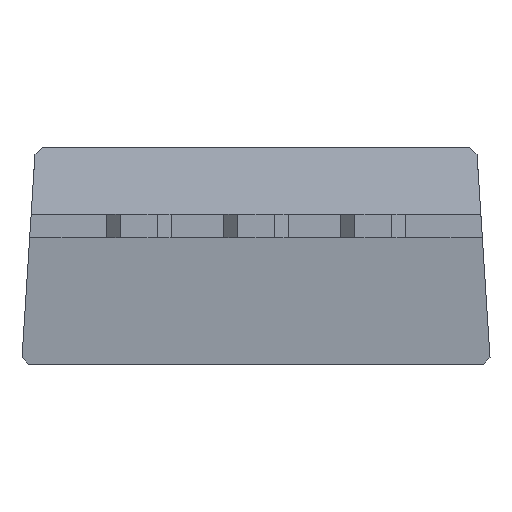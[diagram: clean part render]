
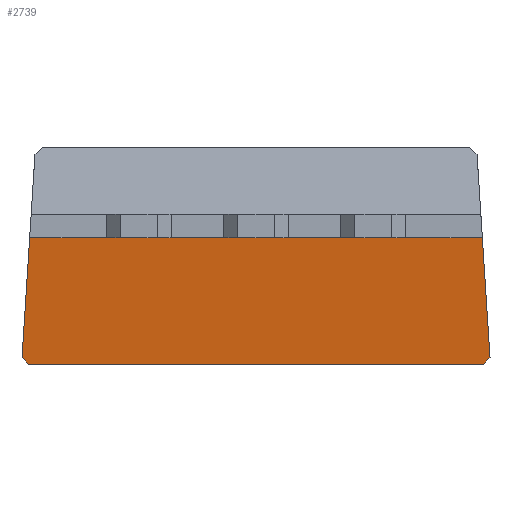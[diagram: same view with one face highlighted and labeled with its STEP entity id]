
A CAD part, front view. The second image highlights one B-rep face of the part: STEP entity #2739.
In plain terms, the highlighted planar face has unit normal (0, -0.994, -0.108).
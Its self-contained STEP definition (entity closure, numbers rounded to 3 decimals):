
#28 = CARTESIAN_POINT ( 'NONE',  ( -5.07, 0.284, -0.267 ) ) ;
#33 = VECTOR ( 'NONE', #426, 1000. ) ;
#64 = CARTESIAN_POINT ( 'NONE',  ( 4.93, 0.3, -0.417 ) ) ;
#96 = CARTESIAN_POINT ( 'NONE',  ( -3.24, 0., 2.333 ) ) ;
#104 = LINE ( 'NONE', #702, #474 ) ;
#195 = VERTEX_POINT ( 'NONE', #1633 ) ;
#205 = DIRECTION ( 'NONE',  ( -1., 0., 0. ) ) ;
#226 = DIRECTION ( 'NONE',  ( 0., -0.994, -0.108 ) ) ;
#232 = DIRECTION ( 'NONE',  ( -1., 0., 0. ) ) ;
#245 = CARTESIAN_POINT ( 'NONE',  ( -0.7, 0., 2.333 ) ) ;
#266 = CARTESIAN_POINT ( 'NONE',  ( -1.84, 0., 2.333 ) ) ;
#291 = CARTESIAN_POINT ( 'NONE',  ( 5.07, 0.284, -0.267 ) ) ;
#310 = EDGE_CURVE ( 'NONE', #2785, #1676, #1168, .T. ) ;
#357 = CARTESIAN_POINT ( 'NONE',  ( 5.08, 0., 2.333 ) ) ;
#394 = LINE ( 'NONE', #2026, #2210 ) ;
#418 = EDGE_LOOP ( 'NONE', ( #1370, #1483, #2375, #1437, #944, #580, #1341, #990, #1754, #1024, #2689, #891 ) ) ;
#425 = EDGE_CURVE ( 'NONE', #1676, #539, #2395, .T. ) ;
#426 = DIRECTION ( 'NONE',  ( -1., 0., 0. ) ) ;
#464 = CARTESIAN_POINT ( 'NONE',  ( 5.08, 0., 2.333 ) ) ;
#474 = VECTOR ( 'NONE', #939, 1000. ) ;
#478 = CARTESIAN_POINT ( 'NONE',  ( 0.7, 0., 2.333 ) ) ;
#539 = VERTEX_POINT ( 'NONE', #1474 ) ;
#569 = VERTEX_POINT ( 'NONE', #28 ) ;
#575 = VECTOR ( 'NONE', #2195, 1000. ) ;
#577 = EDGE_CURVE ( 'NONE', #2798, #2485, #2459, .T. ) ;
#580 = ORIENTED_EDGE ( 'NONE', *, *, #425, .T. ) ;
#626 = VECTOR ( 'NONE', #717, 1000. ) ;
#632 = EDGE_CURVE ( 'NONE', #1240, #1178, #661, .T. ) ;
#661 = LINE ( 'NONE', #464, #2313 ) ;
#664 = VECTOR ( 'NONE', #2471, 1000. ) ;
#669 = DIRECTION ( 'NONE',  ( 1., 0., 0. ) ) ;
#702 = CARTESIAN_POINT ( 'NONE',  ( 5.08, 0., 2.333 ) ) ;
#717 = DIRECTION ( 'NONE',  ( 0.682, 0.079, -0.727 ) ) ;
#737 = EDGE_CURVE ( 'NONE', #1940, #2485, #1438, .T. ) ;
#772 = LINE ( 'NONE', #1665, #664 ) ;
#844 = CARTESIAN_POINT ( 'NONE',  ( 5.08, 0., 2.333 ) ) ;
#889 = CARTESIAN_POINT ( 'NONE',  ( 5.08, 0., 2.333 ) ) ;
#891 = ORIENTED_EDGE ( 'NONE', *, *, #737, .F. ) ;
#909 = VECTOR ( 'NONE', #2405, 1000. ) ;
#939 = DIRECTION ( 'NONE',  ( -1., 0., 0. ) ) ;
#944 = ORIENTED_EDGE ( 'NONE', *, *, #310, .T. ) ;
#985 = LINE ( 'NONE', #1890, #909 ) ;
#990 = ORIENTED_EDGE ( 'NONE', *, *, #1517, .F. ) ;
#1001 = CARTESIAN_POINT ( 'NONE',  ( 3.24, 0., 2.333 ) ) ;
#1003 = DIRECTION ( 'NONE',  ( -0.063, -0.108, 0.992 ) ) ;
#1024 = ORIENTED_EDGE ( 'NONE', *, *, #2153, .F. ) ;
#1093 = LINE ( 'NONE', #357, #1990 ) ;
#1168 = LINE ( 'NONE', #64, #575 ) ;
#1178 = VERTEX_POINT ( 'NONE', #478 ) ;
#1240 = VERTEX_POINT ( 'NONE', #2056 ) ;
#1291 = CARTESIAN_POINT ( 'NONE',  ( -5.08, 0.3, -0.417 ) ) ;
#1298 = EDGE_CURVE ( 'NONE', #539, #1360, #1093, .T. ) ;
#1328 = CARTESIAN_POINT ( 'NONE',  ( -1.84, 0., 2.333 ) ) ;
#1341 = ORIENTED_EDGE ( 'NONE', *, *, #1298, .T. ) ;
#1360 = VERTEX_POINT ( 'NONE', #1001 ) ;
#1370 = ORIENTED_EDGE ( 'NONE', *, *, #1711, .T. ) ;
#1437 = ORIENTED_EDGE ( 'NONE', *, *, #1613, .F. ) ;
#1438 = LINE ( 'NONE', #1328, #1641 ) ;
#1474 = CARTESIAN_POINT ( 'NONE',  ( 4.904, 0., 2.333 ) ) ;
#1483 = ORIENTED_EDGE ( 'NONE', *, *, #1987, .T. ) ;
#1517 = EDGE_CURVE ( 'NONE', #1240, #1360, #985, .T. ) ;
#1582 = CARTESIAN_POINT ( 'NONE',  ( -4.93, 0.3, -0.417 ) ) ;
#1613 = EDGE_CURVE ( 'NONE', #2785, #2484, #1898, .T. ) ;
#1633 = CARTESIAN_POINT ( 'NONE',  ( -4.904, 0., 2.333 ) ) ;
#1641 = VECTOR ( 'NONE', #669, 1000. ) ;
#1665 = CARTESIAN_POINT ( 'NONE',  ( -4.904, 0., 2.333 ) ) ;
#1676 = VERTEX_POINT ( 'NONE', #1982 ) ;
#1711 = EDGE_CURVE ( 'NONE', #1940, #195, #104, .T. ) ;
#1753 = VECTOR ( 'NONE', #1003, 1000. ) ;
#1754 = ORIENTED_EDGE ( 'NONE', *, *, #632, .T. ) ;
#1890 = CARTESIAN_POINT ( 'NONE',  ( 3.24, 0., 2.333 ) ) ;
#1898 = LINE ( 'NONE', #1291, #33 ) ;
#1914 = DIRECTION ( 'NONE',  ( 0., 0.108, -0.994 ) ) ;
#1940 = VERTEX_POINT ( 'NONE', #96 ) ;
#1971 = FACE_OUTER_BOUND ( 'NONE', #418, .T. ) ;
#1982 = CARTESIAN_POINT ( 'NONE',  ( 5.07, 0.284, -0.267 ) ) ;
#1987 = EDGE_CURVE ( 'NONE', #195, #569, #772, .T. ) ;
#1990 = VECTOR ( 'NONE', #2280, 1000. ) ;
#2026 = CARTESIAN_POINT ( 'NONE',  ( 0.7, 0., 2.333 ) ) ;
#2056 = CARTESIAN_POINT ( 'NONE',  ( 1.84, 0., 2.333 ) ) ;
#2153 = EDGE_CURVE ( 'NONE', #2798, #1178, #394, .T. ) ;
#2162 = CARTESIAN_POINT ( 'NONE',  ( 4.93, 0.3, -0.417 ) ) ;
#2195 = DIRECTION ( 'NONE',  ( 0.682, -0.079, 0.727 ) ) ;
#2210 = VECTOR ( 'NONE', #2264, 1000. ) ;
#2264 = DIRECTION ( 'NONE',  ( 1., 0., 0. ) ) ;
#2269 = AXIS2_PLACEMENT_3D ( 'NONE', #844, #226, #1914 ) ;
#2280 = DIRECTION ( 'NONE',  ( -1., 0., 0. ) ) ;
#2313 = VECTOR ( 'NONE', #205, 1000. ) ;
#2346 = VECTOR ( 'NONE', #232, 1000. ) ;
#2355 = CARTESIAN_POINT ( 'NONE',  ( -5.07, 0.284, -0.267 ) ) ;
#2375 = ORIENTED_EDGE ( 'NONE', *, *, #2599, .T. ) ;
#2395 = LINE ( 'NONE', #291, #1753 ) ;
#2403 = PLANE ( 'NONE',  #2269 ) ;
#2405 = DIRECTION ( 'NONE',  ( 1., 0., 0. ) ) ;
#2459 = LINE ( 'NONE', #889, #2346 ) ;
#2471 = DIRECTION ( 'NONE',  ( -0.063, 0.108, -0.992 ) ) ;
#2484 = VERTEX_POINT ( 'NONE', #1582 ) ;
#2485 = VERTEX_POINT ( 'NONE', #266 ) ;
#2599 = EDGE_CURVE ( 'NONE', #569, #2484, #2706, .T. ) ;
#2689 = ORIENTED_EDGE ( 'NONE', *, *, #577, .T. ) ;
#2706 = LINE ( 'NONE', #2355, #626 ) ;
#2739 = ADVANCED_FACE ( 'NONE', ( #1971 ), #2403, .T. ) ;
#2785 = VERTEX_POINT ( 'NONE', #2162 ) ;
#2798 = VERTEX_POINT ( 'NONE', #245 ) ;
